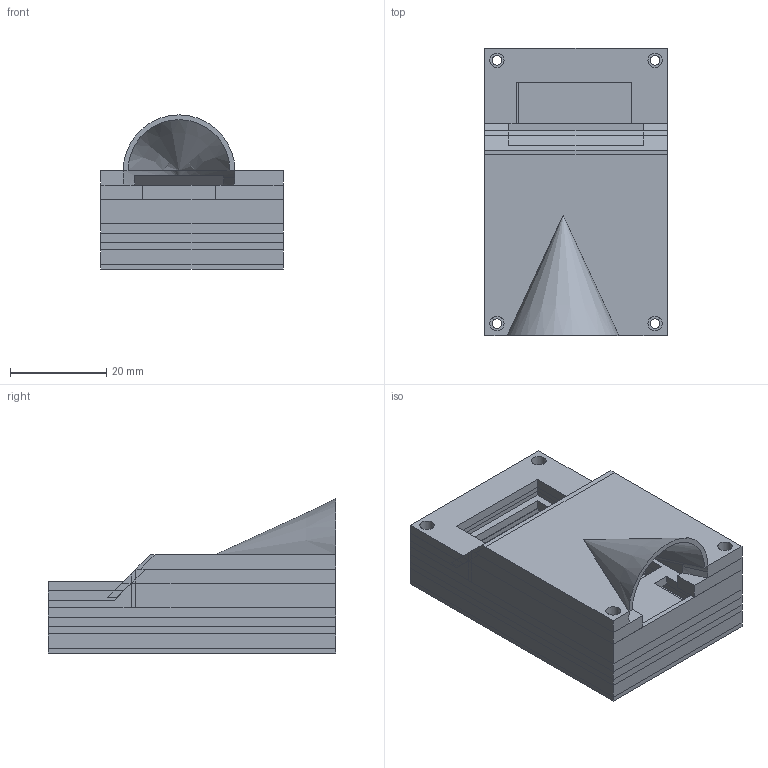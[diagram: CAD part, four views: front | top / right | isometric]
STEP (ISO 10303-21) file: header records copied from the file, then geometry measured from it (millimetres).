
FILE_DESCRIPTION(('FreeCAD Model'),'2;1');
FILE_NAME('complete_case.step', '2020-10-23T09:43:47',('Author'),(''), 'Open CASCADE STEP processor 7.4','FreeCAD','Unknown');
FILE_SCHEMA(('AUTOMOTIVE_DESIGN { 1 0 10303 214 1 1 1 1 }'));
Length unit declared in the file: millimetre
Products named in the file (3): complete_lower; middle_complete001; top_plate_complete
Bounding box: 37.94 x 59.78 x 32.12 mm (x, y, z)
Volume: 21350.1 mm3; surface area: 19951.7 mm2
Topology: 3 solids, 3 shells, 292 faces, 713 edges, 427 vertices
Faces by surface type: plane 264, cylinder 24, cone 4
Full cylindrical faces by diameter (mm): 2 x20, 3 x4
Entity records: 17911 total; most frequent: CARTESIAN_POINT 3248, DIRECTION 2733, LINE 2016, VECTOR 2016, ORIENTED_EDGE 1424, PCURVE 1422, DEFINITIONAL_REPRESENTATION 1422, EDGE_CURVE 711
